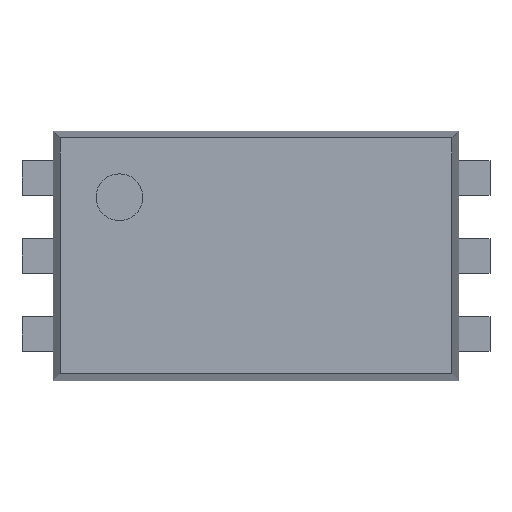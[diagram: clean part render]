
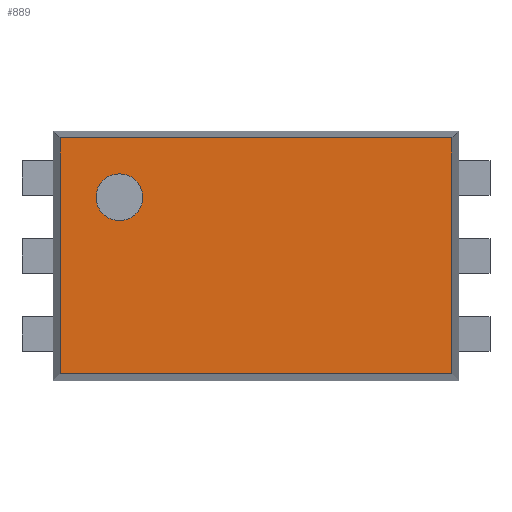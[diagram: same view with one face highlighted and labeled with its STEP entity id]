
A CAD part, top view. The second image highlights one B-rep face of the part: STEP entity #889.
In plain terms, the highlighted planar face has unit normal (0, 0, 1).
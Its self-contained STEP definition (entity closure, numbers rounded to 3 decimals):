
#26=VECTOR('',#27,1.);
#27=DIRECTION('',(1.,0.,0.));
#33=VECTOR('',#34,1.);
#34=DIRECTION('',(0.,-1.,0.));
#117=VECTOR('',#118,1.);
#118=DIRECTION('',(-1.,0.,0.));
#125=VECTOR('',#126,1.);
#126=DIRECTION('',(0.,1.,0.));
#183=DIRECTION('',(0.,0.,-1.));
#518=VERTEX_POINT('',#519);
#519=CARTESIAN_POINT('',(-1.256,-0.756,0.78));
#521=ORIENTED_EDGE('',*,*,#522,.F.);
#522=EDGE_CURVE('',#523,#518,#525,.T.);
#523=VERTEX_POINT('',#524);
#524=CARTESIAN_POINT('',(-1.256,0.756,0.78));
#525=LINE('',#524,#33);
#556=ORIENTED_EDGE('',*,*,#557,.F.);
#557=EDGE_CURVE('',#558,#523,#560,.T.);
#558=VERTEX_POINT('',#559);
#559=CARTESIAN_POINT('',(1.256,0.756,0.78));
#560=LINE('',#559,#117);
#630=ORIENTED_EDGE('',*,*,#631,.F.);
#631=EDGE_CURVE('',#632,#558,#634,.T.);
#632=VERTEX_POINT('',#633);
#633=CARTESIAN_POINT('',(1.256,-0.756,0.78));
#634=LINE('',#633,#125);
#874=ORIENTED_EDGE('',*,*,#875,.F.);
#875=EDGE_CURVE('',#518,#632,#876,.T.);
#876=LINE('',#519,#26);
#889=ADVANCED_FACE('',(#890,#892),#902,.F.);
#890=FACE_BOUND('',#891,.F.);
#891=EDGE_LOOP('',(#521,#556,#630,#874));
#892=FACE_BOUND('',#893,.F.);
#893=EDGE_LOOP('',(#894));
#894=ORIENTED_EDGE('',*,*,#895,.T.);
#895=EDGE_CURVE('',#896,#896,#898,.T.);
#896=VERTEX_POINT('',#897);
#897=CARTESIAN_POINT('',(-0.876,0.226,0.78));
#898=CIRCLE('',#899,0.15);
#899=AXIS2_PLACEMENT_3D('',#900,#901,#34);
#900=CARTESIAN_POINT('',(-0.876,0.376,0.78));
#901=DIRECTION('',(-0.,0.,1.));
#902=PLANE('',#903);
#903=AXIS2_PLACEMENT_3D('',#524,#183,#904);
#904=DIRECTION('',(0.857,-0.516,0.));
